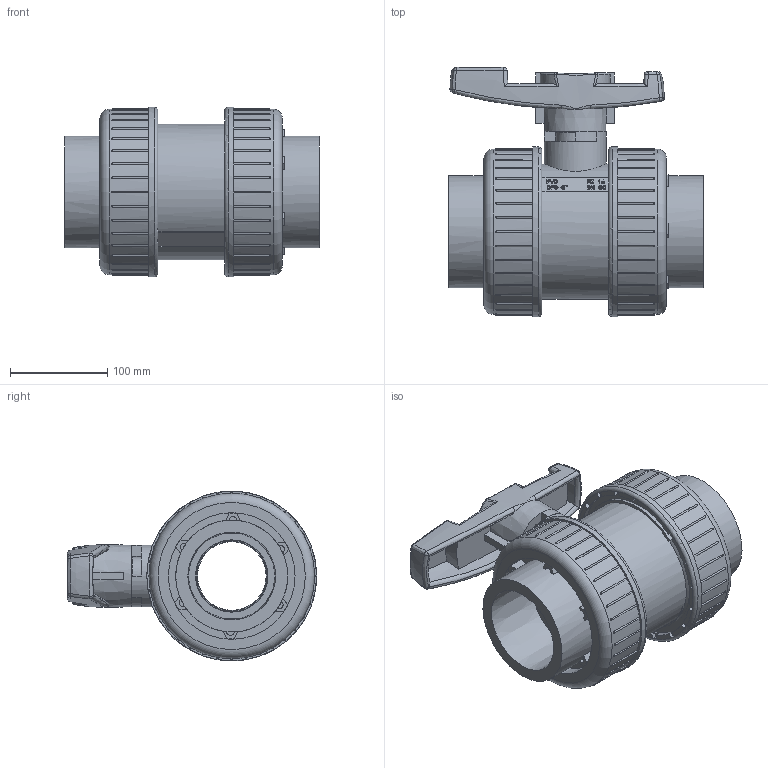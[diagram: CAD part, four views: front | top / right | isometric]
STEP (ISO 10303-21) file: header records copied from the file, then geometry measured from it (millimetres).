
FILE_DESCRIPTION(/* description */ (''),/* implementation_level */ '2;1');
FILE_NAME(/* name */ '90双由令球阀(黑）.stp',/* time_stamp */ '2024-11-09T09:54:23+08:00',/* author */ (''),/* organization */ (''),/* preprocessor_version */ 'ST-DEVELOPER v16',/* originating_system */ 'SIEMENS PLM Software NX 10.0',/* authorisation */ '');
FILE_SCHEMA (('AUTOMOTIVE_DESIGN { 1 0 10303 214 3 1 1 1 }'));
Length unit declared in the file: millimetre
Products named in the file (1): gelv0FF88864nqb7
Bounding box: 261.13 x 255.76 x 174.21 mm (x, y, z)
Volume: 3265292.7 mm3; surface area: 690721.4 mm2
Topology: 16 solids, 16 shells, 1122 faces, 3154 edges, 2040 vertices
Faces by surface type: plane 545, cylinder 231, extrusion 134, sphere 85, bspline 66, torus 54, cone 7
Full cylindrical faces by diameter (mm): 4.59 x1, 6.12 x1, 31.507 x4, 38.92 x3, 40.773 x1, 42.627 x2, 46.333 x1, 63.265 x1, 70.427 x1, 72.28 x2, 74.133 x4, 83.771 x3, 85.253 x1, 87.107 x3, 93.779 x3, 94.52 x1, 102.86 x1, 104.046 x3, 110.088 x3, 113.98 x1, 114.907 x2, 120.467 x1, 122.32 x2, 123.061 x1, 130 x2, 134.181 x2, 157.533 x2, 169.58 x2, 174.213 x2
Entity records: 49084 total; most frequent: CARTESIAN_POINT 22710, ORIENTED_EDGE 5700, DIRECTION 4840, EDGE_CURVE 2850, VERTEX_POINT 1923, AXIS2_PLACEMENT_3D 1763, EDGE_LOOP 1315, VECTOR 1314
